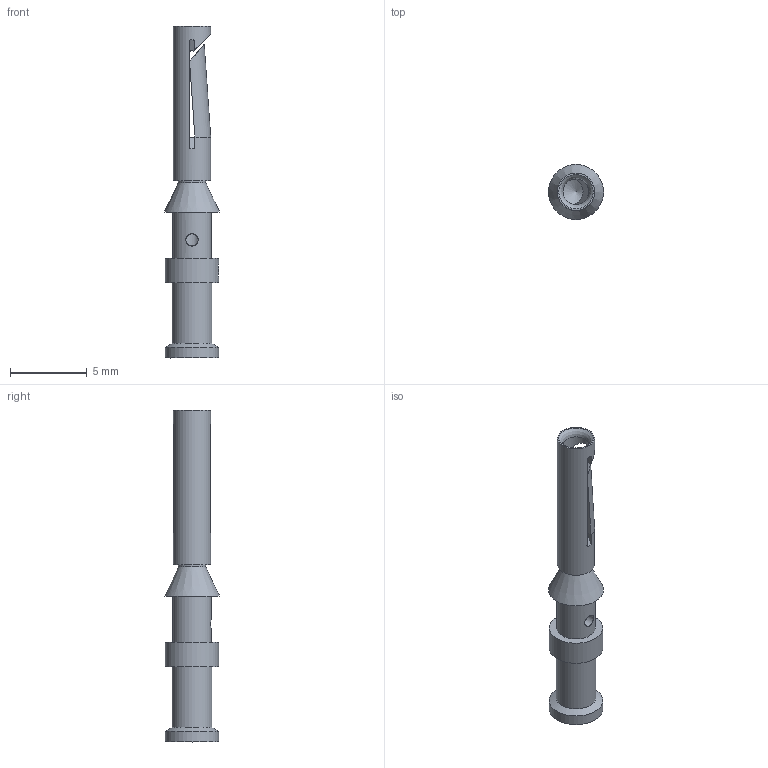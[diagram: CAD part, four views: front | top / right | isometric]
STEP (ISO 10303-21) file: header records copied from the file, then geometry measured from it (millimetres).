
FILE_DESCRIPTION(/* description */ (''),/* implementation_level */ '2;1');
FILE_NAME(/* name */ '100095630ugm000_d.stp',/* time_stamp */ '2022-10-19T14:04:13+02:00',/* author */ (''),/* organization */ (''),/* preprocessor_version */ 'ST-DEVELOPER v16.7',/* originating_system */ 'SIEMENS PLM Software NX 1911',/* authorisation */ '');
FILE_SCHEMA (('AUTOMOTIVE_DESIGN { 1 0 10303 214 3 1 1 1 }'));
Length unit declared in the file: millimetre
Products named in the file (1): 100095630ugm000_d
Bounding box: 3.6 x 3.6 x 21.65 mm (x, y, z)
Volume: 82.9 mm3; surface area: 292.6 mm2
Topology: 1 solids, 1 shells, 141 faces, 369 edges, 245 vertices
Faces by surface type: plane 103, cylinder 30, cone 5, extrusion 2, torus 1
Full cylindrical faces by diameter (mm): 0.114 x1, 0.135 x1, 0.8 x1, 1.15 x1, 1.7 x1, 1.77 x1, 2.43 x1, 2.54 x1, 2.6 x1, 3.5 x2
Entity records: 5315 total; most frequent: CARTESIAN_POINT 1323, DIRECTION 665, ORIENTED_EDGE 648, EDGE_CURVE 324, AXIS2_PLACEMENT_3D 229, VERTEX_POINT 224, VECTOR 207, LINE 205
